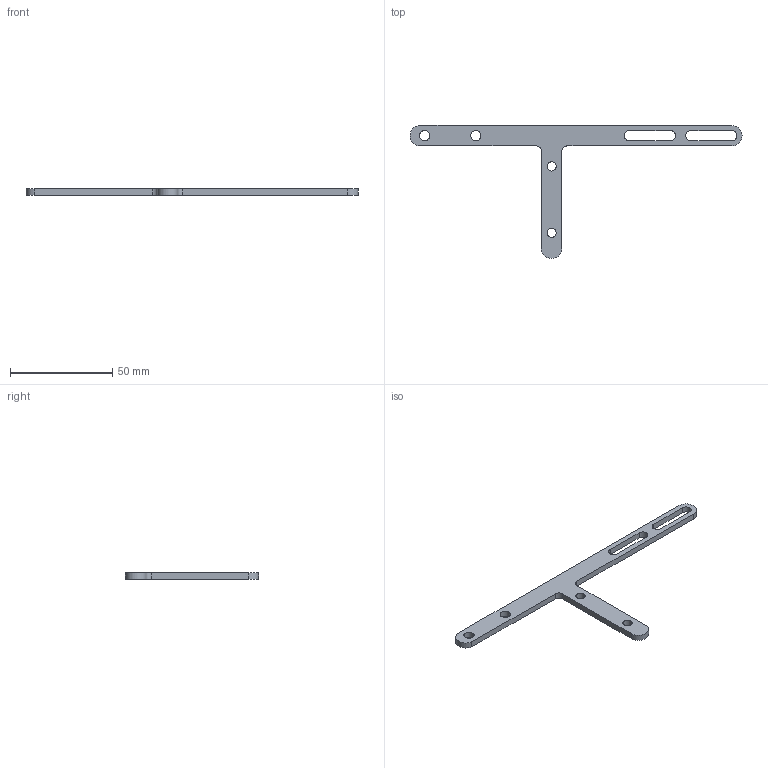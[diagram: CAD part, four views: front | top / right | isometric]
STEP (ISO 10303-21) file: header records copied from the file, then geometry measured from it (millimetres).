
FILE_DESCRIPTION(/* description */ ('Alibre Inc.'),/* implementation_level */ '2;1');
FILE_NAME(/* name */ 'export0',/* time_stamp */ '2022-11-28T09:21:52+01:00',/* author */ (''),/* organization */ (''),/* preprocessor_version */ 'ST-DEVELOPER v14',/* originating_system */ 'Alibre',/* authorisation */ '');
FILE_SCHEMA (('CONFIG_CONTROL_DESIGN'));
Length unit declared in the file: centimetre
Products named in the file (1): ID_1
Bounding box: 162.18 x 65 x 3 mm (x, y, z)
Volume: 5494.5 mm3; surface area: 5494.4 mm2
Topology: 1 solids, 1 shells, 25 faces, 69 edges, 46 vertices
Faces by surface type: cylinder 13, plane 12
Full cylindrical faces by diameter (mm): 4.5 x2, 5 x2
Entity records: 886 total; most frequent: CARTESIAN_POINT 136, ORIENTED_EDGE 130, DIRECTION 129, EDGE_CURVE 65, AXIS2_PLACEMENT_3D 51, VERTEX_POINT 46, EDGE_LOOP 41, FACE_BOUND 41
